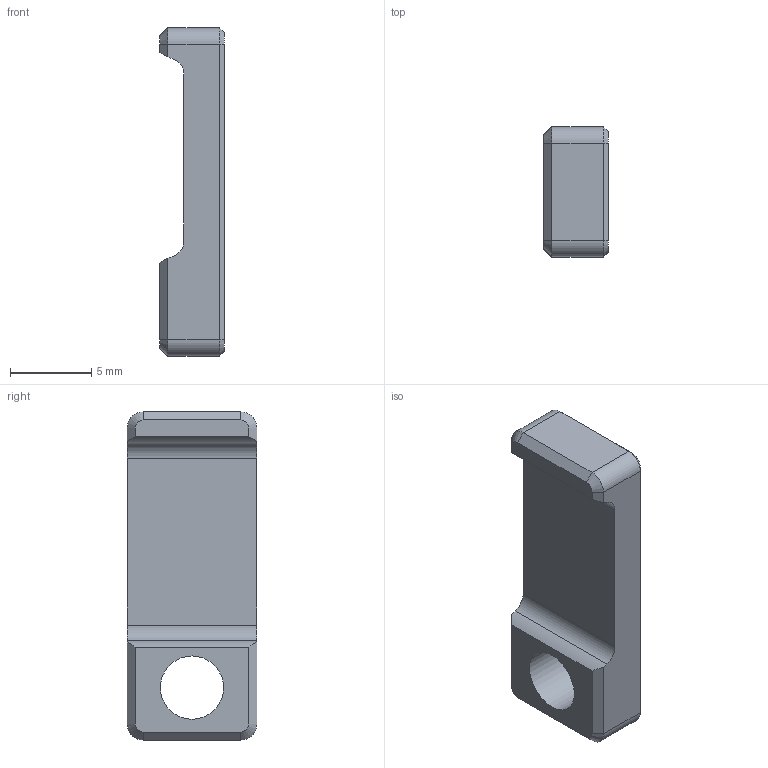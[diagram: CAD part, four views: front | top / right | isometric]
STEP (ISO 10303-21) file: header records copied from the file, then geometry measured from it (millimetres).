
FILE_DESCRIPTION(/* description */ (''),/* implementation_level */ '2;1');
FILE_NAME(/* name */ 'clamp.step',/* time_stamp */ '2025-09-26T14:29:31-04:00',/* author */ (''),/* organization */ (''),/* preprocessor_version */ 'ST-DEVELOPER v20.1',/* originating_system */ 'Autodesk Translation Framework v14.17.0.0',/* authorisation */ '');
FILE_SCHEMA (('AUTOMOTIVE_DESIGN { 1 0 10303 214 3 1 1 }'));
Length unit declared in the file: millimetre
Products named in the file (1): clamp
Bounding box: 4 x 8 x 20.24 mm (x, y, z)
Volume: 443 mm3; surface area: 520.6 mm2
Topology: 1 solids, 1 shells, 36 faces, 85 edges, 51 vertices
Faces by surface type: plane 18, cylinder 9, cone 9
Full cylindrical faces by diameter (mm): 3.9 x1
Entity records: 1061 total; most frequent: DIRECTION 190, CARTESIAN_POINT 173, ORIENTED_EDGE 170, EDGE_CURVE 85, AXIS2_PLACEMENT_3D 68, LINE 54, VECTOR 54, VERTEX_POINT 51
